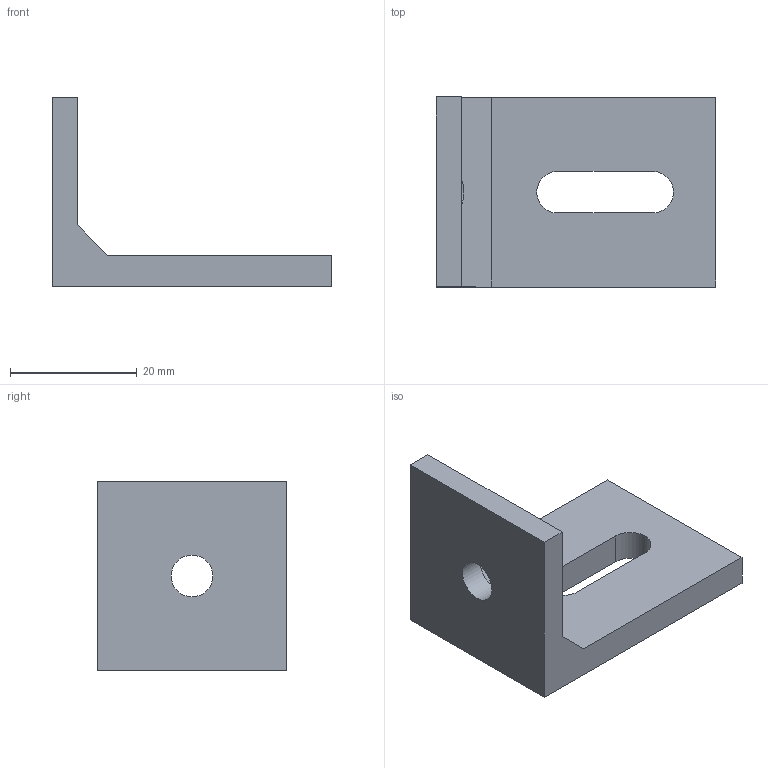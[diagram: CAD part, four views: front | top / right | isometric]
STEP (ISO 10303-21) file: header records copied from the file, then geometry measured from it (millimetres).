
FILE_DESCRIPTION(('FreeCAD Model'),'2;1');
FILE_NAME('bracket_30x30_m6_rail15.step','2019-04-03T12:13:54',( 'Author'),(''),'Open CASCADE STEP processor 7.2','FreeCAD','Unknown' );
FILE_SCHEMA(('AUTOMOTIVE_DESIGN_CC2 { 1 2 10303 214 -1 1 5 4 }'));
Length unit declared in the file: millimetre
Products named in the file (1): bracket_30x30_m6_rail15
Bounding box: 44.2 x 30 x 30 mm (x, y, z)
Volume: 9172.5 mm3; surface area: 5035.1 mm2
Topology: 1 solids, 1 shells, 15 faces, 39 edges, 26 vertices
Faces by surface type: plane 11, cylinder 4
Full cylindrical faces by diameter (mm): 6.6 x1
Entity records: 989 total; most frequent: CARTESIAN_POINT 190, DIRECTION 138, LINE 83, VECTOR 83, ORIENTED_EDGE 78, PCURVE 78, DEFINITIONAL_REPRESENTATION 78, EDGE_CURVE 39
